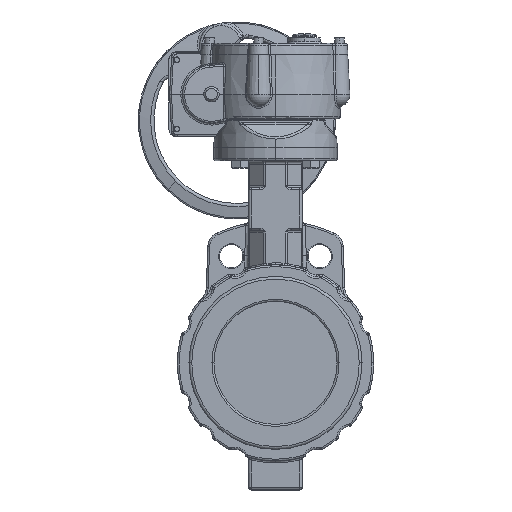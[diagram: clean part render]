
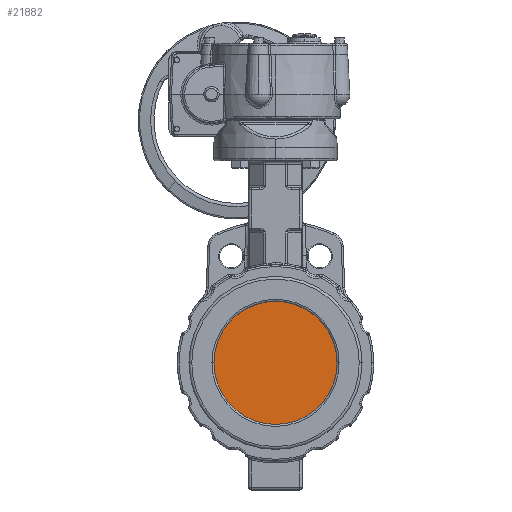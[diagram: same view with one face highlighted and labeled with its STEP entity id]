
A CAD part, top view. The second image highlights one B-rep face of the part: STEP entity #21882.
In plain terms, the highlighted planar face has unit normal (0, 0, 1).
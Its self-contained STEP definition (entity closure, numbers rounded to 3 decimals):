
#5038 = CARTESIAN_POINT ( 'NONE',  ( 50.8, 0., 3.175 ) ) ;
#5039 = CARTESIAN_POINT ( 'NONE',  ( -50.8, 0., 3.175 ) ) ;
#21421 = EDGE_LOOP ( 'NONE', ( #35217, #35221 ) ) ;
#21882 = ADVANCED_FACE ( 'NONE', ( #65922 ), #68252, .T. ) ;
#26583 = VERTEX_POINT ( 'NONE', #5038 ) ;
#26584 = VERTEX_POINT ( 'NONE', #5039 ) ;
#35217 = ORIENTED_EDGE ( 'NONE', *, *, #36285, .F. ) ;
#35221 = ORIENTED_EDGE ( 'NONE', *, *, #36288, .F. ) ;
#36285 = EDGE_CURVE ( 'NONE', #26583, #26584, #39973, .T. ) ;
#36288 = EDGE_CURVE ( 'NONE', #26584, #26583, #39985, .T. ) ;
#39973 = CIRCLE ( 'NONE', #39978, 50.8 ) ;
#39978 = AXIS2_PLACEMENT_3D ( 'NONE', #43806, #43807, #43809 ) ;
#39985 = CIRCLE ( 'NONE', #39989, 50.8 ) ;
#39989 = AXIS2_PLACEMENT_3D ( 'NONE', #43822, #43824, #43825 ) ;
#43806 = CARTESIAN_POINT ( 'NONE',  ( 0., 0., 3.175 ) ) ;
#43807 = DIRECTION ( 'NONE',  ( 0., 0., -1. ) ) ;
#43809 = DIRECTION ( 'NONE',  ( 1., 0., 0. ) ) ;
#43822 = CARTESIAN_POINT ( 'NONE',  ( 0., 0., 3.175 ) ) ;
#43824 = DIRECTION ( 'NONE',  ( 0., 0., -1. ) ) ;
#43825 = DIRECTION ( 'NONE',  ( 1., 0., 0. ) ) ;
#61705 = AXIS2_PLACEMENT_3D ( 'NONE', #68253, #68254, #68255 ) ;
#65922 = FACE_OUTER_BOUND ( 'NONE', #21421, .T. ) ;
#68252 = PLANE ( 'NONE',  #61705 ) ;
#68253 = CARTESIAN_POINT ( 'NONE',  ( -57.556, -56.966, 3.175 ) ) ;
#68254 = DIRECTION ( 'NONE',  ( 0., 0., 1. ) ) ;
#68255 = DIRECTION ( 'NONE',  ( 1., 0., 0. ) ) ;
